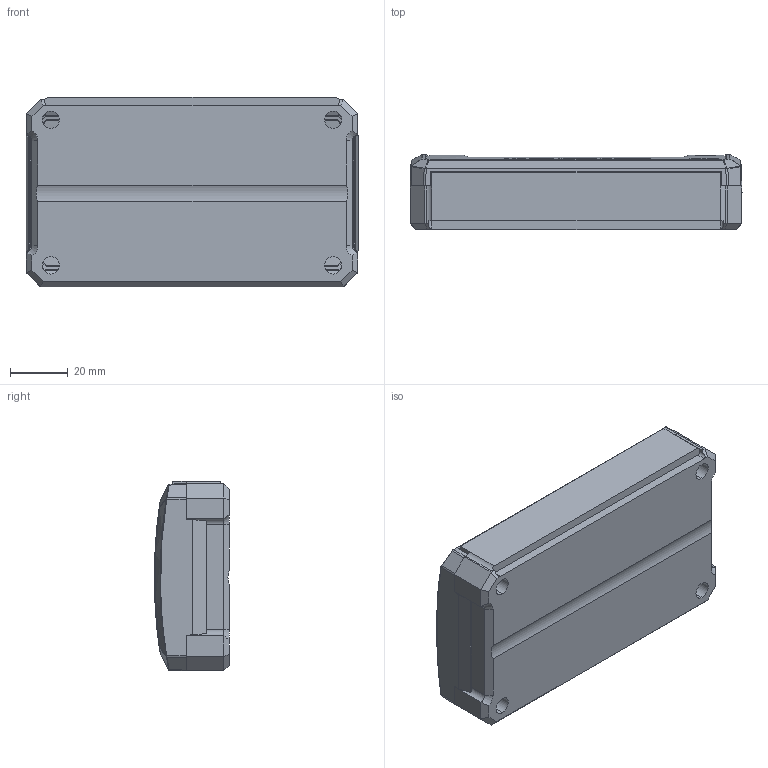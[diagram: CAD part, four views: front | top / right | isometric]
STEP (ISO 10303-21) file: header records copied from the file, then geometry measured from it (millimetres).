
FILE_DESCRIPTION (( 'STEP AP214' ), '1' );
FILE_NAME ('IM-2DW.STEP', '2025-11-11T08:03:35', ( 'User' ), ( 'user' ), 'SwSTEP 2.0', 'SolidWorks 2020', '' );
FILE_SCHEMA (( 'AUTOMOTIVE_DESIGN' ));
Length unit declared in the file: millimetre
Products named in the file (1): IM-2DW
Bounding box: 115.16 x 25.97 x 65.9 mm (x, y, z)
Surface area: 28567.7 mm2 (no closed solid volume)
Topology: 0 solids, 12 shells, 830 faces, 2923 edges, 2042 vertices
Faces by surface type: bspline 365, plane 361, cylinder 92, sphere 8, cone 4
Entity records: 51654 total; most frequent: CARTESIAN_POINT 21647, ORIENTED_EDGE 4644, EDGE_CURVE 2923, DIRECTION 2785, VERTEX_POINT 2042, LINE 1447, VECTOR 1447, B_SPLINE_CURVE_WITH_KNOTS 1247
